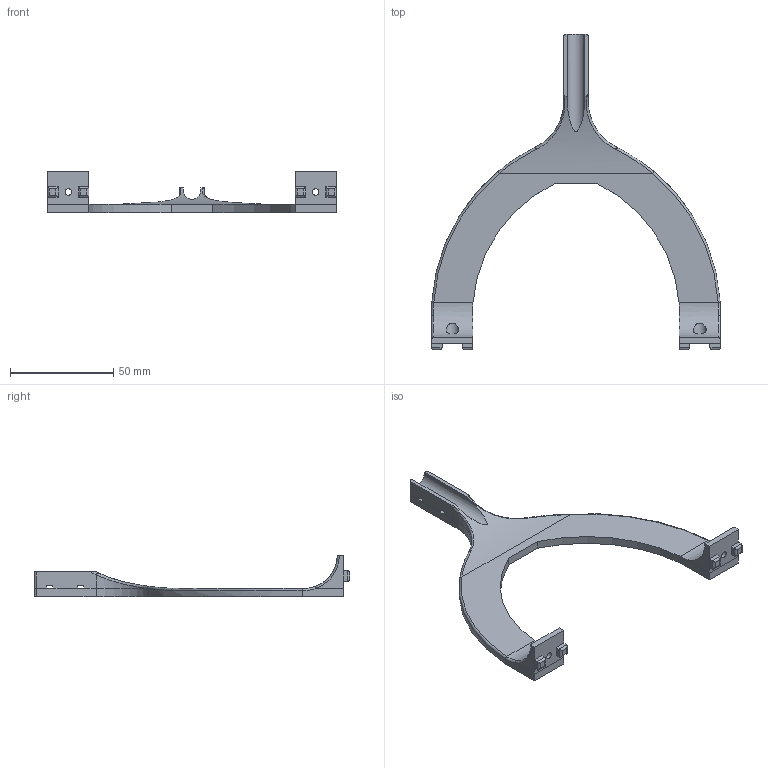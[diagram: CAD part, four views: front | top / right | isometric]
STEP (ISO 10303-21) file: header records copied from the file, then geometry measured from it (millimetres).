
FILE_DESCRIPTION(('FreeCAD Model'),'2;1');
FILE_NAME('Open CASCADE Shape Model','2022-09-04T12:50:49',('Author'),( ''),'Open CASCADE STEP processor 7.5','FreeCAD','Unknown');
FILE_SCHEMA(('AUTOMOTIVE_DESIGN { 1 0 10303 214 1 1 1 1 }'));
Length unit declared in the file: millimetre
Products named in the file (1): Fillet001
Bounding box: 140 x 153 x 20 mm (x, y, z)
Volume: 29187.7 mm3; surface area: 16319.3 mm2
Topology: 1 solids, 1 shells, 109 faces, 271 edges, 160 vertices
Faces by surface type: plane 57, cylinder 35, bspline 10, torus 6, extrusion 1
Full cylindrical faces by diameter (mm): 3.2 x2, 6.4 x2
Entity records: 8938 total; most frequent: CARTESIAN_POINT 3727, DIRECTION 907, VECTOR 563, LINE 562, ORIENTED_EDGE 538, PCURVE 538, DEFINITIONAL_REPRESENTATION 538, EDGE_CURVE 269
